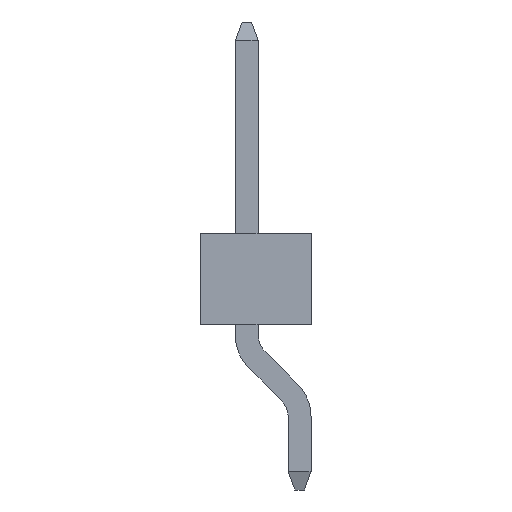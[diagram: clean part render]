
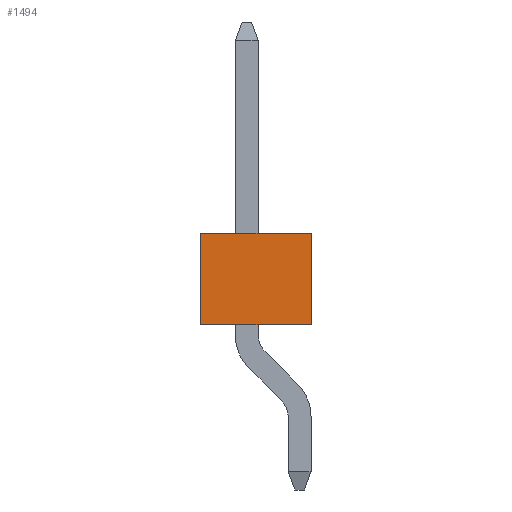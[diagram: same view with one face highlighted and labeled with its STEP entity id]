
A CAD part, left-side view. The second image highlights one B-rep face of the part: STEP entity #1494.
In plain terms, the highlighted planar face has unit normal (-1, 0, 0).
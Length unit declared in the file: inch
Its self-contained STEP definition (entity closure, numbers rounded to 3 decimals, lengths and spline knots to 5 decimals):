
#1494 = ADVANCED_FACE( '', ( #3334 ), #3335, .F. );
#3334 = FACE_OUTER_BOUND( '', #5536, .T. );
#3335 = PLANE( '', #5537 );
#5536 = EDGE_LOOP( '', ( #9766, #9767, #9768, #9769 ) );
#5537 = AXIS2_PLACEMENT_3D( '', #9770, #9771, #9772 );
#9766 = ORIENTED_EDGE( '', *, *, #15158, .T. );
#9767 = ORIENTED_EDGE( '', *, *, #15159, .F. );
#9768 = ORIENTED_EDGE( '', *, *, #15160, .F. );
#9769 = ORIENTED_EDGE( '', *, *, #15161, .T. );
#9770 = CARTESIAN_POINT( '', ( -1., 0.06, 0.05 ) );
#9771 = DIRECTION( '', ( 1., 0., 0. ) );
#9772 = DIRECTION( '', ( 0., 0., -1. ) );
#15158 = EDGE_CURVE( '', #18891, #18892, #18893, .T. );
#15159 = EDGE_CURVE( '', #18894, #18892, #18895, .T. );
#15160 = EDGE_CURVE( '', #18896, #18894, #18897, .T. );
#15161 = EDGE_CURVE( '', #18896, #18891, #18898, .T. );
#18891 = VERTEX_POINT( '', #24084 );
#18892 = VERTEX_POINT( '', #24085 );
#18893 = LINE( '', #24086, #24087 );
#18894 = VERTEX_POINT( '', #24088 );
#18895 = LINE( '', #24089, #24090 );
#18896 = VERTEX_POINT( '', #24091 );
#18897 = LINE( '', #24092, #24093 );
#18898 = LINE( '', #24094, #24095 );
#24084 = CARTESIAN_POINT( '', ( -1., 0.06, -0.05 ) );
#24085 = CARTESIAN_POINT( '', ( -1., -0.06, -0.05 ) );
#24086 = CARTESIAN_POINT( '', ( -1., 0.06, -0.05 ) );
#24087 = VECTOR( '', #27433, 39.37008 );
#24088 = CARTESIAN_POINT( '', ( -1., -0.06, 0.05 ) );
#24089 = CARTESIAN_POINT( '', ( -1., -0.06, 0.05 ) );
#24090 = VECTOR( '', #27434, 39.37008 );
#24091 = CARTESIAN_POINT( '', ( -1., 0.06, 0.05 ) );
#24092 = CARTESIAN_POINT( '', ( -1., 0.06, 0.05 ) );
#24093 = VECTOR( '', #27435, 39.37008 );
#24094 = CARTESIAN_POINT( '', ( -1., 0.06, 0.05 ) );
#24095 = VECTOR( '', #27436, 39.37008 );
#27433 = DIRECTION( '', ( 0., -1., 0. ) );
#27434 = DIRECTION( '', ( 0., 0., -1. ) );
#27435 = DIRECTION( '', ( 0., -1., 0. ) );
#27436 = DIRECTION( '', ( 0., 0., -1. ) );
